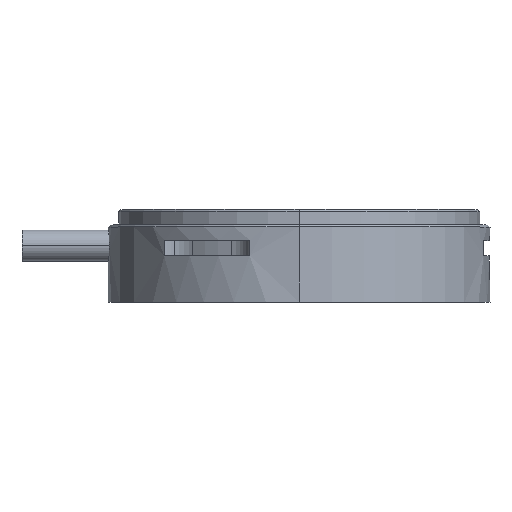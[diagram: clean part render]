
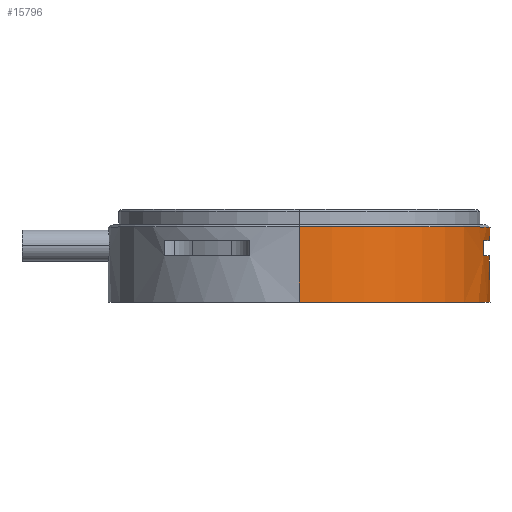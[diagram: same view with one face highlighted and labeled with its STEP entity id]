
A CAD part, top view. The second image highlights one B-rep face of the part: STEP entity #15796.
In plain terms, the highlighted cylindrical face has radius 18.5 mm (diameter 37 mm), a partial arc.
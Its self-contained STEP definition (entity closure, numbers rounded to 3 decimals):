
#1194 = ORIENTED_EDGE ( 'NONE', *, *, #21661, .T. ) ;
#1314 = DIRECTION ( 'NONE',  ( 0., 1., 0. ) ) ;
#1472 = FACE_OUTER_BOUND ( 'NONE', #15175, .T. ) ;
#1544 = CARTESIAN_POINT ( 'NONE',  ( 17.87, -4.5, 4.788 ) ) ;
#4418 = LINE ( 'NONE', #36420, #37529 ) ;
#5653 = AXIS2_PLACEMENT_3D ( 'NONE', #59045, #31895, #52633 ) ;
#6528 = VERTEX_POINT ( 'NONE', #36608 ) ;
#6947 = VERTEX_POINT ( 'NONE', #51650 ) ;
#6951 = ORIENTED_EDGE ( 'NONE', *, *, #64996, .F. ) ;
#6973 = DIRECTION ( 'NONE',  ( 0., 1., 0. ) ) ;
#7533 = CYLINDRICAL_SURFACE ( 'NONE', #48963, 18.5 ) ;
#8198 = DIRECTION ( 'NONE',  ( 0., 1., 0. ) ) ;
#8756 = AXIS2_PLACEMENT_3D ( 'NONE', #61310, #8198, #45240 ) ;
#9026 = VECTOR ( 'NONE', #1314, 1000. ) ;
#9075 = VERTEX_POINT ( 'NONE', #17905 ) ;
#9113 = ORIENTED_EDGE ( 'NONE', *, *, #28164, .T. ) ;
#11054 = EDGE_CURVE ( 'NONE', #37766, #6528, #38831, .T. ) ;
#13654 = LINE ( 'NONE', #21774, #49258 ) ;
#14765 = VERTEX_POINT ( 'NONE', #69625 ) ;
#15175 = EDGE_LOOP ( 'NONE', ( #44147, #61438, #6951, #61791 ) ) ;
#15796 = ADVANCED_FACE ( 'NONE', ( #17736, #1472 ), #7533, .T. ) ;
#17168 = DIRECTION ( 'NONE',  ( 0., 1., 0. ) ) ;
#17736 = FACE_BOUND ( 'NONE', #40379, .T. ) ;
#17905 = CARTESIAN_POINT ( 'NONE',  ( 17.87, -3., -4.788 ) ) ;
#19270 = DIRECTION ( 'NONE',  ( 0., 0., 1. ) ) ;
#19274 = CIRCLE ( 'NONE', #8756, 18.5 ) ;
#19509 = CARTESIAN_POINT ( 'NONE',  ( 0., -8.4, 0. ) ) ;
#20080 = ORIENTED_EDGE ( 'NONE', *, *, #59518, .T. ) ;
#20604 = VERTEX_POINT ( 'NONE', #59713 ) ;
#20702 = CARTESIAN_POINT ( 'NONE',  ( 0., -4.5, 0. ) ) ;
#21661 = EDGE_CURVE ( 'NONE', #6528, #20604, #26945, .T. ) ;
#21774 = CARTESIAN_POINT ( 'NONE',  ( 0., -8.4, 18.5 ) ) ;
#22134 = CARTESIAN_POINT ( 'NONE',  ( 17.87, -4.5, -4.788 ) ) ;
#22410 = AXIS2_PLACEMENT_3D ( 'NONE', #60736, #17168, #61169 ) ;
#22796 = EDGE_CURVE ( 'NONE', #28273, #6947, #54403, .T. ) ;
#26945 = LINE ( 'NONE', #1544, #9026 ) ;
#28164 = EDGE_CURVE ( 'NONE', #9075, #37766, #4418, .T. ) ;
#28273 = VERTEX_POINT ( 'NONE', #42809 ) ;
#31045 = LINE ( 'NONE', #61228, #48782 ) ;
#31670 = CIRCLE ( 'NONE', #5653, 18.5 ) ;
#31895 = DIRECTION ( 'NONE',  ( 0., 1., 0. ) ) ;
#36420 = CARTESIAN_POINT ( 'NONE',  ( 17.87, -4.5, -4.788 ) ) ;
#36608 = CARTESIAN_POINT ( 'NONE',  ( 17.87, -4.5, 4.788 ) ) ;
#37529 = VECTOR ( 'NONE', #47281, 1000. ) ;
#37766 = VERTEX_POINT ( 'NONE', #22134 ) ;
#38831 = CIRCLE ( 'NONE', #58442, 18.5 ) ;
#40379 = EDGE_LOOP ( 'NONE', ( #1194, #20080, #9113, #69487 ) ) ;
#42809 = CARTESIAN_POINT ( 'NONE',  ( 0., -9., 18.5 ) ) ;
#43382 = DIRECTION ( 'NONE',  ( 0., 1., 0. ) ) ;
#44147 = ORIENTED_EDGE ( 'NONE', *, *, #22796, .T. ) ;
#45240 = DIRECTION ( 'NONE',  ( 0., 0., 1. ) ) ;
#47281 = DIRECTION ( 'NONE',  ( 0., -1., 0. ) ) ;
#48333 = EDGE_CURVE ( 'NONE', #28273, #65945, #13654, .T. ) ;
#48782 = VECTOR ( 'NONE', #6973, 1000. ) ;
#48963 = AXIS2_PLACEMENT_3D ( 'NONE', #19509, #51681, #19270 ) ;
#49258 = VECTOR ( 'NONE', #43382, 1000. ) ;
#51650 = CARTESIAN_POINT ( 'NONE',  ( 0., -9., -18.5 ) ) ;
#51681 = DIRECTION ( 'NONE',  ( 0., 1., 0. ) ) ;
#52380 = DIRECTION ( 'NONE',  ( 0., -1., 0. ) ) ;
#52633 = DIRECTION ( 'NONE',  ( 0., 0., -1. ) ) ;
#54403 = CIRCLE ( 'NONE', #22410, 18.5 ) ;
#58442 = AXIS2_PLACEMENT_3D ( 'NONE', #20702, #52380, #69518 ) ;
#59045 = CARTESIAN_POINT ( 'NONE',  ( 0., -1.7, 0. ) ) ;
#59518 = EDGE_CURVE ( 'NONE', #20604, #9075, #19274, .T. ) ;
#59713 = CARTESIAN_POINT ( 'NONE',  ( 17.87, -3., 4.788 ) ) ;
#59948 = EDGE_CURVE ( 'NONE', #6947, #14765, #31045, .T. ) ;
#60736 = CARTESIAN_POINT ( 'NONE',  ( 0., -9., 0. ) ) ;
#61169 = DIRECTION ( 'NONE',  ( 0., 0., 1. ) ) ;
#61228 = CARTESIAN_POINT ( 'NONE',  ( 0., -8.4, -18.5 ) ) ;
#61310 = CARTESIAN_POINT ( 'NONE',  ( 0., -3., 0. ) ) ;
#61438 = ORIENTED_EDGE ( 'NONE', *, *, #59948, .T. ) ;
#61791 = ORIENTED_EDGE ( 'NONE', *, *, #48333, .F. ) ;
#63170 = CARTESIAN_POINT ( 'NONE',  ( 0., -1.7, 18.5 ) ) ;
#64996 = EDGE_CURVE ( 'NONE', #65945, #14765, #31670, .T. ) ;
#65945 = VERTEX_POINT ( 'NONE', #63170 ) ;
#69487 = ORIENTED_EDGE ( 'NONE', *, *, #11054, .T. ) ;
#69518 = DIRECTION ( 'NONE',  ( 0., 0., 1. ) ) ;
#69625 = CARTESIAN_POINT ( 'NONE',  ( 0., -1.7, -18.5 ) ) ;
